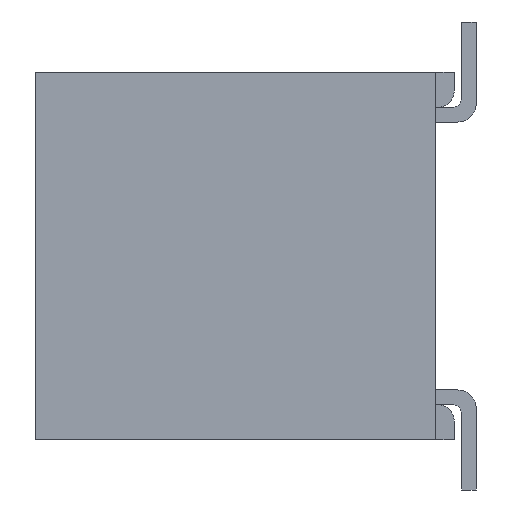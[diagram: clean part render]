
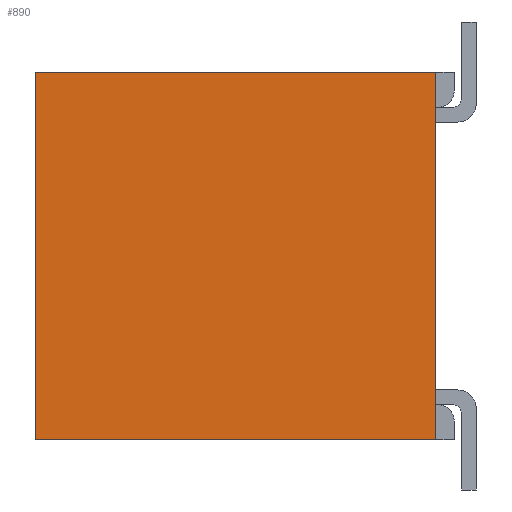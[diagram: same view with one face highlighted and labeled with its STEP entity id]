
A CAD part, left-side view. The second image highlights one B-rep face of the part: STEP entity #890.
In plain terms, the highlighted planar face has unit normal (-1, 0, 0).
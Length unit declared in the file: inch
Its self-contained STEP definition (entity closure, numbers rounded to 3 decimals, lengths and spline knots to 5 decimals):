
#890 = ADVANCED_FACE( '', ( #2526 ), #2527, .F. );
#2526 = FACE_OUTER_BOUND( '', #4994, .T. );
#2527 = PLANE( '', #4995 );
#4994 = EDGE_LOOP( '', ( #7531, #7532, #7533, #7534 ) );
#4995 = AXIS2_PLACEMENT_3D( '', #7535, #7536, #7537 );
#7531 = ORIENTED_EDGE( '', *, *, #15328, .T. );
#7532 = ORIENTED_EDGE( '', *, *, #15329, .T. );
#7533 = ORIENTED_EDGE( '', *, *, #15330, .F. );
#7534 = ORIENTED_EDGE( '', *, *, #15331, .F. );
#7535 = CARTESIAN_POINT( '', ( -0.33, 0.228, -0.1 ) );
#7536 = DIRECTION( '', ( 1., 0., 0. ) );
#7537 = DIRECTION( '', ( 0., 0., -1. ) );
#15328 = EDGE_CURVE( '', #18523, #18524, #18525, .T. );
#15329 = EDGE_CURVE( '', #18524, #18526, #18527, .T. );
#15330 = EDGE_CURVE( '', #18528, #18526, #18529, .T. );
#15331 = EDGE_CURVE( '', #18523, #18528, #18530, .T. );
#18523 = VERTEX_POINT( '', #23235 );
#18524 = VERTEX_POINT( '', #23236 );
#18525 = LINE( '', #23237, #23238 );
#18526 = VERTEX_POINT( '', #23239 );
#18527 = LINE( '', #23240, #23241 );
#18528 = VERTEX_POINT( '', #23242 );
#18529 = LINE( '', #23243, #23244 );
#18530 = LINE( '', #23245, #23246 );
#23235 = CARTESIAN_POINT( '', ( -0.33, 0.228, -0.1 ) );
#23236 = CARTESIAN_POINT( '', ( -0.33, 0.01, -0.1 ) );
#23237 = CARTESIAN_POINT( '', ( -0.33, 0.228, -0.1 ) );
#23238 = VECTOR( '', #29945, 39.37008 );
#23239 = CARTESIAN_POINT( '', ( -0.33, 0.01, 0.1 ) );
#23240 = CARTESIAN_POINT( '', ( -0.33, 0.01, -0.081 ) );
#23241 = VECTOR( '', #29946, 39.37008 );
#23242 = CARTESIAN_POINT( '', ( -0.33, 0.228, 0.1 ) );
#23243 = CARTESIAN_POINT( '', ( -0.33, 0.228, 0.1 ) );
#23244 = VECTOR( '', #29947, 39.37008 );
#23245 = CARTESIAN_POINT( '', ( -0.33, 0.228, -0.1 ) );
#23246 = VECTOR( '', #29948, 39.37008 );
#29945 = DIRECTION( '', ( 0., -1., 0. ) );
#29946 = DIRECTION( '', ( 0., 0., 1. ) );
#29947 = DIRECTION( '', ( 0., -1., 0. ) );
#29948 = DIRECTION( '', ( 0., 0., 1. ) );
